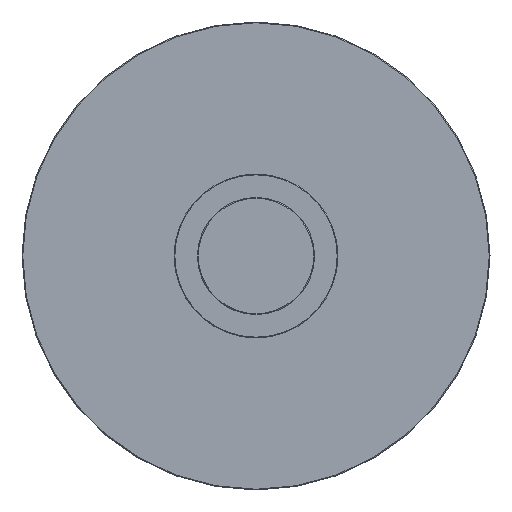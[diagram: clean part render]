
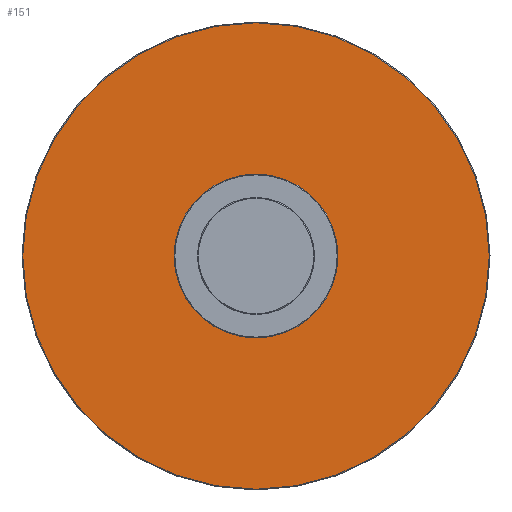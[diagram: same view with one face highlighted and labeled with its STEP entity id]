
A CAD part, left-side view. The second image highlights one B-rep face of the part: STEP entity #151.
In plain terms, the highlighted planar face has unit normal (-1, 0, 0).
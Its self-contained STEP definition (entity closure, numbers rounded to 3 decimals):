
#15=PLANE($,#175);
#28=FACE_BOUND($,#62,.T.);
#41=FACE_OUTER_BOUND($,#61,.T.);
#61=EDGE_LOOP($,(#126));
#62=EDGE_LOOP($,(#127));
#80=CIRCLE($,#174,2.99);
#81=CIRCLE($,#176,1.05);
#93=VERTEX_POINT($,#264);
#94=VERTEX_POINT($,#267);
#106=EDGE_CURVE($,#93,#93,#80,.T.);
#107=EDGE_CURVE($,#94,#94,#81,.T.);
#126=ORIENTED_EDGE($,*,*,#106,.F.);
#127=ORIENTED_EDGE($,*,*,#107,.T.);
#151=ADVANCED_FACE($,(#41,#28),#15,.T.);
#174=AXIS2_PLACEMENT_3D($,#265,#216,#217);
#175=AXIS2_PLACEMENT_3D($,#266,#218,#219);
#176=AXIS2_PLACEMENT_3D($,#268,#220,#221);
#216=DIRECTION('center_axis',(1.,0.,0.));
#217=DIRECTION('ref_axis',(0.,-1.,0.));
#218=DIRECTION('center_axis',(-1.,0.,0.));
#219=DIRECTION('ref_axis',(0.,0.,1.));
#220=DIRECTION('center_axis',(1.,0.,0.));
#221=DIRECTION('ref_axis',(0.,0.,-1.));
#264=CARTESIAN_POINT('',(80.,2.99,0.));
#265=CARTESIAN_POINT('Origin',(80.,0.,0.));
#266=CARTESIAN_POINT('Origin',(80.,3.,0.));
#267=CARTESIAN_POINT('',(80.,1.05,0.));
#268=CARTESIAN_POINT('Origin',(80.,0.,0.));
